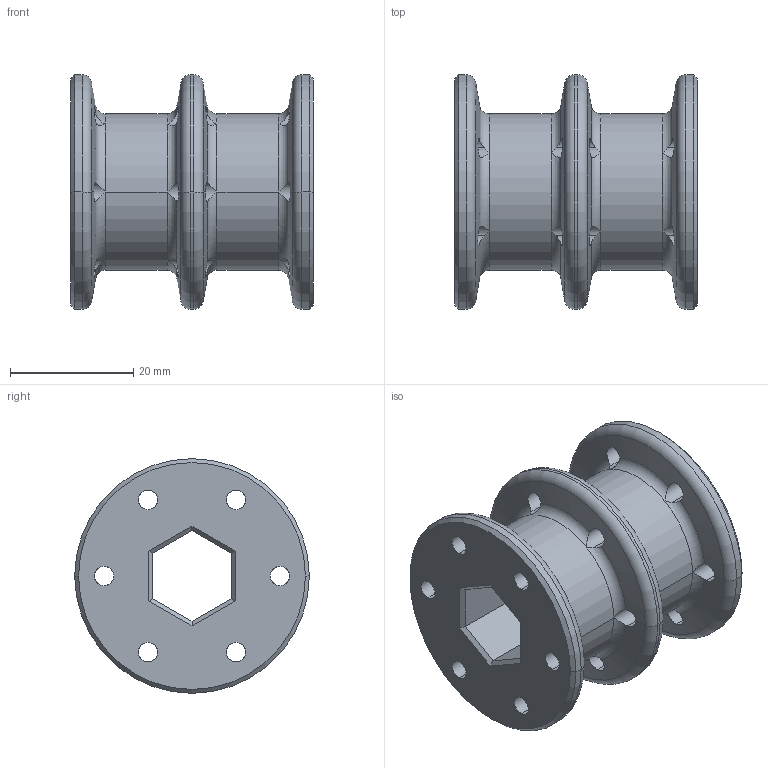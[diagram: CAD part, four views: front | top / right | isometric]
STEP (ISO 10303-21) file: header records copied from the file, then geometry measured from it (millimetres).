
FILE_DESCRIPTION (( 'STEP AP203' ), '1' );
FILE_NAME ('.5 inch hex 1 inch OD Pully.STEP', '2018-01-10T15:57:51', ( '' ), ( '' ), 'SwSTEP 2.0', 'SolidWorks 2017', '' );
FILE_SCHEMA (( 'CONFIG_CONTROL_DESIGN' ));
Length unit declared in the file: inch
Products named in the file (1): .5 inch hex 1 inch OD Pully
Bounding box: 39.4 x 38.1 x 38.1 mm (x, y, z)
Volume: 21076.9 mm3; surface area: 9500.7 mm2
Topology: 1 solids, 1 shells, 110 faces, 332 edges, 200 vertices
Faces by surface type: cylinder 46, torus 32, plane 20, cone 12
Entity records: 4783 total; most frequent: CARTESIAN_POINT 1859, ORIENTED_EDGE 664, DIRECTION 530, EDGE_CURVE 332, AXIS2_PLACEMENT_3D 215, VERTEX_POINT 200, B_SPLINE_CURVE_WITH_KNOTS 128, EDGE_LOOP 124
